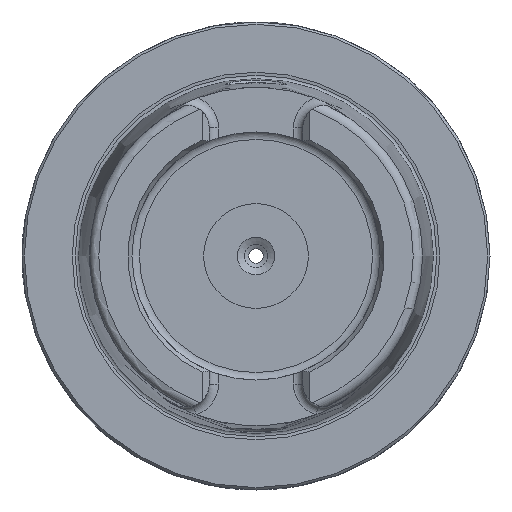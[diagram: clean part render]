
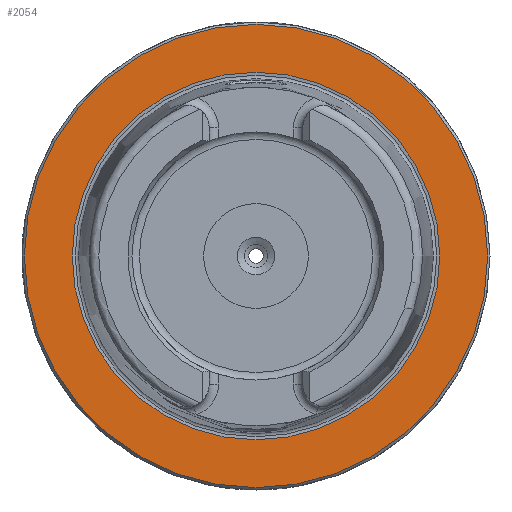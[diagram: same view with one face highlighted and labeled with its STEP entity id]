
A CAD part, left-side view. The second image highlights one B-rep face of the part: STEP entity #2054.
In plain terms, the highlighted planar face has unit normal (-1, 0, 0).
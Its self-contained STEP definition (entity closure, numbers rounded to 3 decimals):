
#361=FACE_BOUND('',#631,.T.);
#396=PLANE('',#2323);
#504=FACE_OUTER_BOUND('',#630,.T.);
#630=EDGE_LOOP('',(#1872));
#631=EDGE_LOOP('',(#1873));
#765=CIRCLE('',#2322,39.275);
#766=CIRCLE('',#2324,49.5);
#975=VERTEX_POINT('',#4446);
#976=VERTEX_POINT('',#4450);
#1279=EDGE_CURVE('',#975,#975,#765,.T.);
#1280=EDGE_CURVE('',#976,#976,#766,.T.);
#1872=ORIENTED_EDGE('',*,*,#1280,.F.);
#1873=ORIENTED_EDGE('',*,*,#1279,.T.);
#2054=ADVANCED_FACE('',(#504,#361),#396,.T.);
#2322=AXIS2_PLACEMENT_3D('',#4448,#2915,#2916);
#2323=AXIS2_PLACEMENT_3D('',#4449,#2917,#2918);
#2324=AXIS2_PLACEMENT_3D('',#4451,#2919,#2920);
#2915=DIRECTION('center_axis',(1.,0.,0.));
#2916=DIRECTION('ref_axis',(0.,0.,-1.));
#2917=DIRECTION('center_axis',(-1.,0.,0.));
#2918=DIRECTION('ref_axis',(0.,0.,1.));
#2919=DIRECTION('center_axis',(1.,0.,0.));
#2920=DIRECTION('ref_axis',(0.,0.,-1.));
#4446=CARTESIAN_POINT('',(0.,-39.275,0.));
#4448=CARTESIAN_POINT('Origin',(0.,0.,0.));
#4449=CARTESIAN_POINT('Origin',(0.,49.5,0.));
#4450=CARTESIAN_POINT('',(0.,-49.5,0.));
#4451=CARTESIAN_POINT('Origin',(0.,0.,0.));
